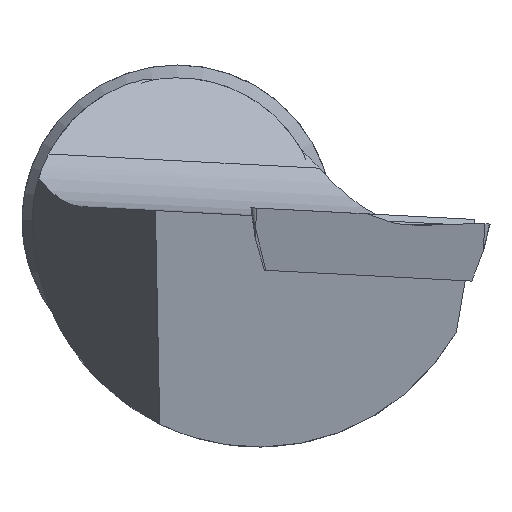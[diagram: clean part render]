
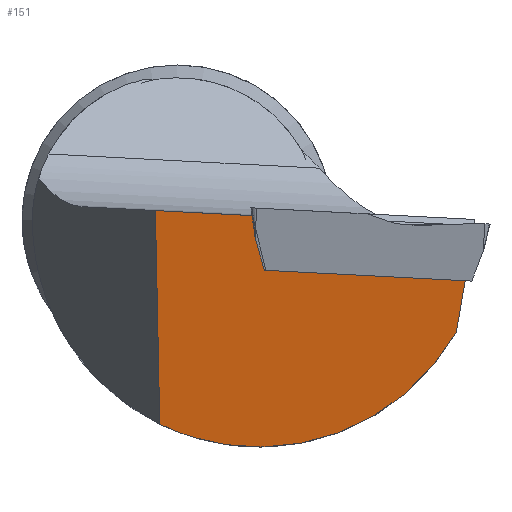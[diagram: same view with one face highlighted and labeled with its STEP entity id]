
A CAD part, left-side view. The second image highlights one B-rep face of the part: STEP entity #151.
In plain terms, the highlighted planar face has unit normal (-0.991, 0.058, -0.119).
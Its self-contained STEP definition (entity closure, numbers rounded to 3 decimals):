
#151=ADVANCED_FACE('',(#196),#173,.T.);
#173=PLANE('',#642);
#196=FACE_OUTER_BOUND('',#231,.T.);
#231=EDGE_LOOP('',(#400,#401,#402,#403,#404,#405));
#251=LINE('',#901,#294);
#261=LINE('',#934,#304);
#262=LINE('',#936,#305);
#263=LINE('',#938,#306);
#264=LINE('',#939,#307);
#294=VECTOR('',#713,1.);
#304=VECTOR('',#739,1.);
#305=VECTOR('',#742,1.);
#306=VECTOR('',#743,1.);
#307=VECTOR('',#744,1.);
#400=ORIENTED_EDGE('',*,*,#565,.T.);
#401=ORIENTED_EDGE('',*,*,#566,.T.);
#402=ORIENTED_EDGE('',*,*,#549,.F.);
#403=ORIENTED_EDGE('',*,*,#567,.T.);
#404=ORIENTED_EDGE('',*,*,#558,.F.);
#405=ORIENTED_EDGE('',*,*,#564,.F.);
#495=VERTEX_POINT('',#902);
#496=VERTEX_POINT('',#903);
#501=VERTEX_POINT('',#921);
#502=VERTEX_POINT('',#923);
#505=VERTEX_POINT('',#933);
#506=VERTEX_POINT('',#937);
#549=EDGE_CURVE('',#495,#496,#251,.T.);
#558=EDGE_CURVE('',#501,#502,#604,.T.);
#564=EDGE_CURVE('',#505,#501,#261,.T.);
#565=EDGE_CURVE('',#505,#506,#262,.T.);
#566=EDGE_CURVE('',#506,#496,#263,.T.);
#567=EDGE_CURVE('',#495,#502,#264,.T.);
#604=ELLIPSE('',#636,8.828,8.75);
#636=AXIS2_PLACEMENT_3D('',#922,#726,#727);
#642=AXIS2_PLACEMENT_3D('',#940,#745,#746);
#713=DIRECTION('',(-0.052,-0.997,-0.052));
#726=DIRECTION('',(0.991,-0.058,0.119));
#727=DIRECTION('',(0.132,0.436,-0.89));
#739=DIRECTION('',(0.127,0.172,-0.977));
#742=DIRECTION('',(0.052,0.997,0.052));
#743=DIRECTION('',(-0.102,0.237,0.966));
#744=DIRECTION('',(0.118,-0.02,-0.993));
#745=DIRECTION('',(-0.991,0.058,-0.119));
#746=DIRECTION('',(-0.119,0.,0.993));
#901=CARTESIAN_POINT('',(0.32,-11.512,-0.268));
#902=CARTESIAN_POINT('',(0.969,0.851,0.38));
#903=CARTESIAN_POINT('',(0.772,-2.896,0.183));
#921=CARTESIAN_POINT('',(0.851,-10.758,-4.322));
#922=CARTESIAN_POINT('',(0.779,-3.15,0.));
#923=CARTESIAN_POINT('',(1.949,0.682,-7.866));
#933=CARTESIAN_POINT('',(0.591,-11.109,-2.33));
#934=CARTESIAN_POINT('',(0.283,-11.526,0.031));
#936=CARTESIAN_POINT('',(0.575,-11.417,-2.346));
#937=CARTESIAN_POINT('',(0.995,-3.413,-1.927));
#938=CARTESIAN_POINT('',(0.991,-3.403,-1.885));
#939=CARTESIAN_POINT('',(0.933,0.857,0.68));
#940=CARTESIAN_POINT('',(0.283,-11.526,0.031));
